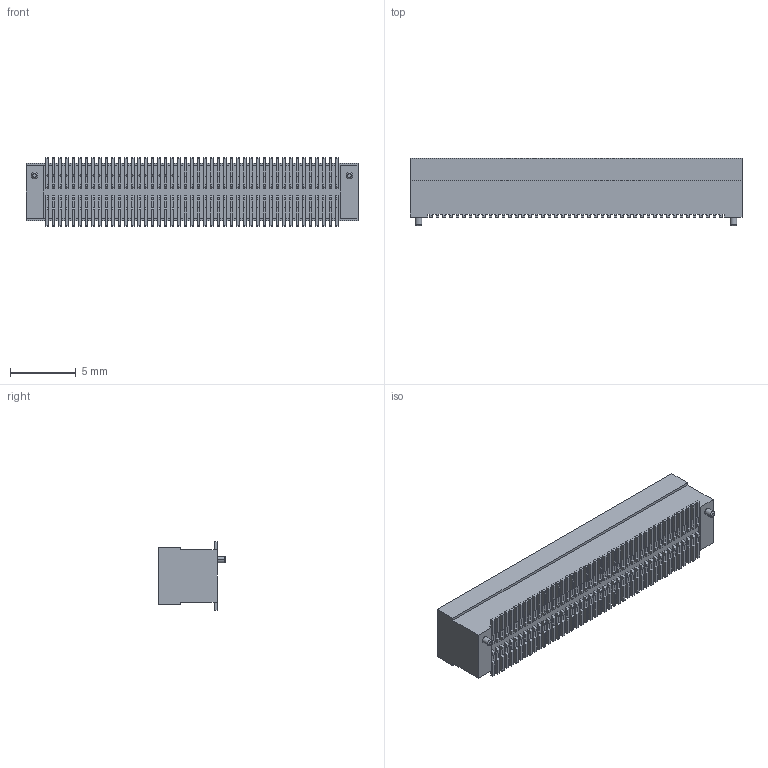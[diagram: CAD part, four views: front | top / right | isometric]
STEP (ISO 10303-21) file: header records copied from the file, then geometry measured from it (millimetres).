
FILE_DESCRIPTION((''),'2;1');
FILE_NAME('ASM0011_ASM','2025-09-16T',('工程三'),(''),'PRO/ENGINEER BY PARAMETRIC TECHNOLOGY CORPORATION, 2010280','PRO/ENGINEER BY PARAMETRIC TECHNOLOGY CORPORATION, 2010280','');
FILE_SCHEMA(('CONFIG_CONTROL_DESIGN'));
Products named in the file (1): ASM0011_ASM
Bounding box: 25.2 x 5.1 x 5.2 mm (x, y, z)
Volume: 309.3 mm3; surface area: 1673.1 mm2
Topology: 1 solids, 1 shells, 3498 faces, 10024 edges, 6622 vertices
Faces by surface type: plane 3310, cylinder 184, torus 4
Entity records: 112008 total; most frequent: CARTESIAN_POINT 20144, ORIENTED_EDGE 20048, DIRECTION 17398, EDGE_CURVE 10024, VECTOR 9646, LINE 9646, VERTEX_POINT 6622, AXIS2_PLACEMENT_3D 3876
